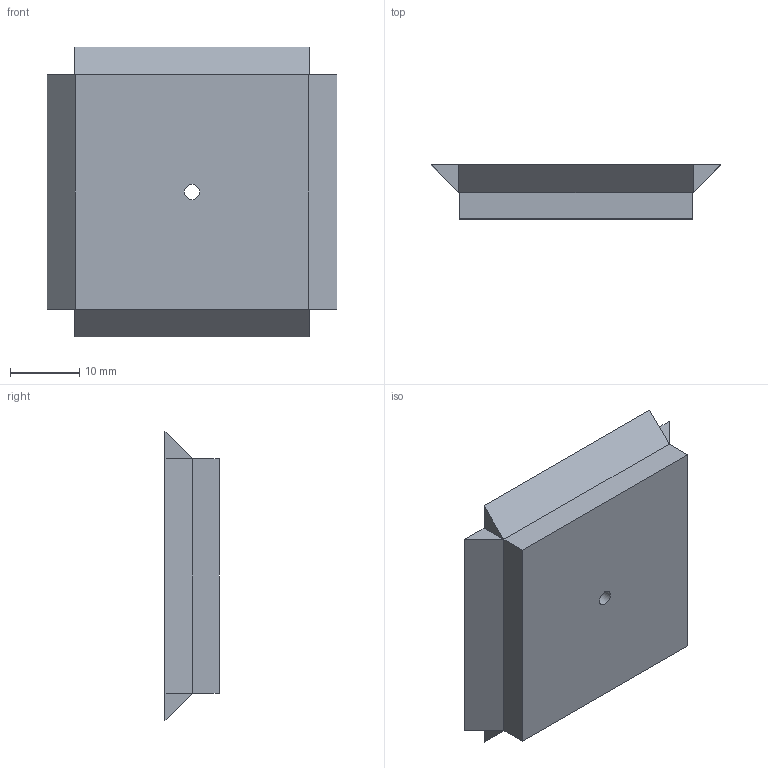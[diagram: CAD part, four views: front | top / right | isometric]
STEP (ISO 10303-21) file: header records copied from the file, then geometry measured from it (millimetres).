
FILE_DESCRIPTION(/* description */ (''),/* implementation_level */ '2;1');
FILE_NAME(/* name */ '20_Cube_Insert_Lightsheet_FEPTube_Rotating_cuvetteholder_v2.ipt.step',/* time_stamp */ '2022-11-29T08:04:20+01:00',/* author */ ('Prakash Lab'),/* organization */ (''),/* preprocessor_version */ 'ST-DEVELOPER v18.1',/* originating_system */ 'Autodesk Inventor 2022',/* authorisation */ '');
FILE_SCHEMA (('AUTOMOTIVE_DESIGN { 1 0 10303 214 3 1 1 }'));
Length unit declared in the file: inch
Products named in the file (1): 20_Cube_Insert_Lightsheet_FEPTube_Rotating_cuvetteholder_v2
Bounding box: 41.82 x 7.8 x 41.82 mm (x, y, z)
Volume: 9673.6 mm3; surface area: 4298 mm2
Topology: 1 solids, 1 shells, 24 faces, 55 edges, 34 vertices
Faces by surface type: plane 23, cylinder 1
Full cylindrical faces by diameter (mm): 2.2 x1
Entity records: 704 total; most frequent: CARTESIAN_POINT 114, ORIENTED_EDGE 110, DIRECTION 107, EDGE_CURVE 55, LINE 53, VECTOR 53, VERTEX_POINT 34, EDGE_LOOP 27
